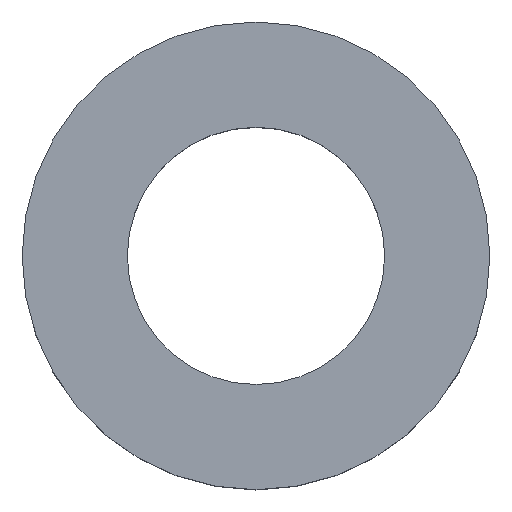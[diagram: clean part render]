
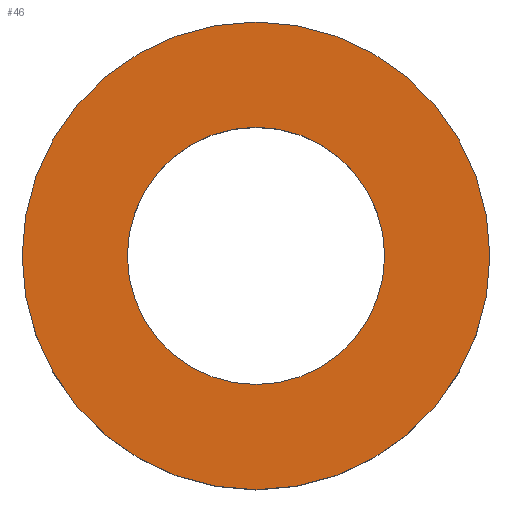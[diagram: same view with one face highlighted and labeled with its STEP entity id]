
A CAD part, top view. The second image highlights one B-rep face of the part: STEP entity #46.
In plain terms, the highlighted planar face has unit normal (0, 0, 1).
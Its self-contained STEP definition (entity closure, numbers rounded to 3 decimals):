
#1 = ORIENTED_EDGE ( 'NONE', *, *, #2, .T. ) ;
#2 = EDGE_CURVE ( 'NONE', #127, #96, #61, .T. ) ;
#3 = FACE_OUTER_BOUND ( 'NONE', #158, .T. ) ;
#4 = CIRCLE ( 'NONE', #174, 5.5 ) ;
#11 = EDGE_CURVE ( 'NONE', #209, #87, #4, .T. ) ;
#21 = AXIS2_PLACEMENT_3D ( 'NONE', #194, #56, #171 ) ;
#32 = DIRECTION ( 'NONE',  ( 0., 0., 1. ) ) ;
#36 = DIRECTION ( 'NONE',  ( 0., 0., 1. ) ) ;
#46 = ADVANCED_FACE ( 'NONE', ( #150, #3 ), #163, .T. ) ;
#49 = CARTESIAN_POINT ( 'NONE',  ( 0., 0., 5.5 ) ) ;
#56 = DIRECTION ( 'NONE',  ( 0., 0., 1. ) ) ;
#59 = CARTESIAN_POINT ( 'NONE',  ( 5.5, 0., 5.5 ) ) ;
#61 = CIRCLE ( 'NONE', #161, 10. ) ;
#67 = DIRECTION ( 'NONE',  ( 1., 0., 0. ) ) ;
#87 = VERTEX_POINT ( 'NONE', #59 ) ;
#88 = CARTESIAN_POINT ( 'NONE',  ( 0., 0., 5.5 ) ) ;
#96 = VERTEX_POINT ( 'NONE', #98 ) ;
#97 = EDGE_CURVE ( 'NONE', #96, #127, #142, .T. ) ;
#98 = CARTESIAN_POINT ( 'NONE',  ( -10., 0., 5.5 ) ) ;
#105 = CIRCLE ( 'NONE', #21, 5.5 ) ;
#122 = EDGE_CURVE ( 'NONE', #87, #209, #105, .T. ) ;
#127 = VERTEX_POINT ( 'NONE', #132 ) ;
#132 = CARTESIAN_POINT ( 'NONE',  ( 10., 0., 5.5 ) ) ;
#133 = ORIENTED_EDGE ( 'NONE', *, *, #11, .F. ) ;
#140 = ORIENTED_EDGE ( 'NONE', *, *, #97, .T. ) ;
#142 = CIRCLE ( 'NONE', #212, 10. ) ;
#150 = FACE_BOUND ( 'NONE', #236, .T. ) ;
#154 = DIRECTION ( 'NONE',  ( 1., 0., 0. ) ) ;
#156 = DIRECTION ( 'NONE',  ( 1., 0., 0. ) ) ;
#158 = EDGE_LOOP ( 'NONE', ( #140, #1 ) ) ;
#161 = AXIS2_PLACEMENT_3D ( 'NONE', #49, #206, #237 ) ;
#163 = PLANE ( 'NONE',  #221 ) ;
#171 = DIRECTION ( 'NONE',  ( 1., 0., 0. ) ) ;
#173 = CARTESIAN_POINT ( 'NONE',  ( 0., 0., 5.5 ) ) ;
#174 = AXIS2_PLACEMENT_3D ( 'NONE', #88, #205, #67 ) ;
#185 = CARTESIAN_POINT ( 'NONE',  ( 0., 0., 5.5 ) ) ;
#194 = CARTESIAN_POINT ( 'NONE',  ( 0., 0., 5.5 ) ) ;
#205 = DIRECTION ( 'NONE',  ( 0., 0., 1. ) ) ;
#206 = DIRECTION ( 'NONE',  ( 0., 0., 1. ) ) ;
#209 = VERTEX_POINT ( 'NONE', #222 ) ;
#212 = AXIS2_PLACEMENT_3D ( 'NONE', #173, #32, #154 ) ;
#213 = ORIENTED_EDGE ( 'NONE', *, *, #122, .F. ) ;
#221 = AXIS2_PLACEMENT_3D ( 'NONE', #185, #36, #156 ) ;
#222 = CARTESIAN_POINT ( 'NONE',  ( -5.5, 0., 5.5 ) ) ;
#236 = EDGE_LOOP ( 'NONE', ( #213, #133 ) ) ;
#237 = DIRECTION ( 'NONE',  ( 1., 0., 0. ) ) ;
